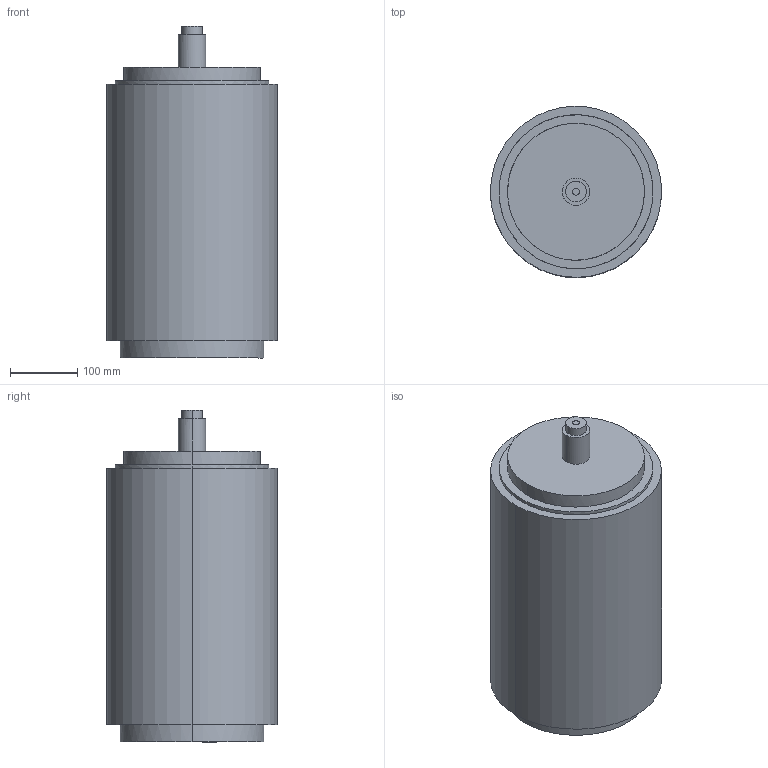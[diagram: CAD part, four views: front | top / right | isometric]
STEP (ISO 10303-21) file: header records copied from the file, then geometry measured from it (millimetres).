
FILE_DESCRIPTION(/* description */ (''),/* implementation_level */ '2;1');
FILE_NAME(/* name */ '1016_G',/* time_stamp */ '2013-10-03T22:35:06+02:00',/* author */ (''),/* organization */ (''),/* preprocessor_version */ 'ST-DEVELOPER v10',/* originating_system */ '',/* authorisation */ '');
FILE_SCHEMA (('CONFIG_CONTROL_DESIGN'));
Length unit declared in the file: inch
Products named in the file (1): 1
Bounding box: 254 x 253.93 x 493.01 mm (x, y, z)
Volume: 21197167 mm3; surface area: 446908.8 mm2
Topology: 1 solids, 1 shells, 21 faces, 40 edges, 28 vertices
Faces by surface type: bspline 21
Entity records: 714 total; most frequent: CARTESIAN_POINT 373, ORIENTED_EDGE 80, EDGE_CURVE 40, EDGE_LOOP 28, VERTEX_POINT 28, ADVANCED_FACE 21, FACE_OUTER_BOUND 21, B_SPLINE_CURVE_WITH_KNOTS 16
